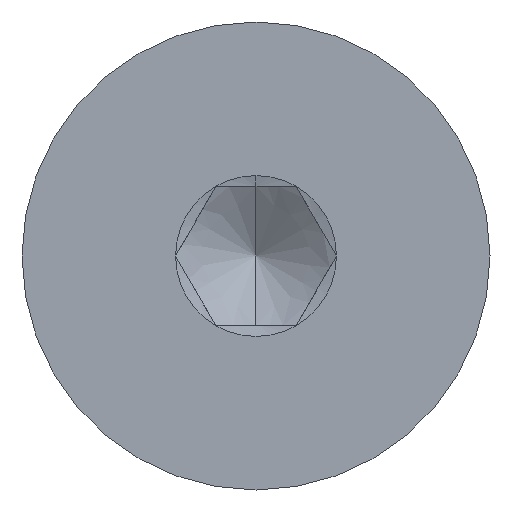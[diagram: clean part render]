
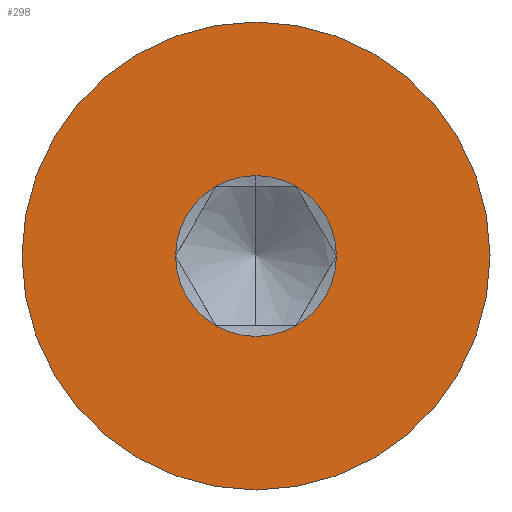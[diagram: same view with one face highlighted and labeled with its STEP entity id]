
A CAD part, left-side view. The second image highlights one B-rep face of the part: STEP entity #298.
In plain terms, the highlighted planar face has unit normal (-1, 0, 0).
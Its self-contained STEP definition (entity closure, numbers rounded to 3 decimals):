
#3 = ORIENTED_EDGE ( 'NONE', *, *, #618, .T. ) ;
#27 = CARTESIAN_POINT ( 'NONE',  ( -18., -1.155, 0. ) ) ;
#37 = CIRCLE ( 'NONE', #259, 1.155 ) ;
#39 = CARTESIAN_POINT ( 'NONE',  ( -18., 0., 0. ) ) ;
#45 = CIRCLE ( 'NONE', #142, 1.155 ) ;
#58 = AXIS2_PLACEMENT_3D ( 'NONE', #722, #354, #766 ) ;
#64 = ORIENTED_EDGE ( 'NONE', *, *, #603, .F. ) ;
#74 = FACE_OUTER_BOUND ( 'NONE', #169, .T. ) ;
#87 = AXIS2_PLACEMENT_3D ( 'NONE', #614, #222, #669 ) ;
#89 = AXIS2_PLACEMENT_3D ( 'NONE', #349, #762, #419 ) ;
#95 = VERTEX_POINT ( 'NONE', #27 ) ;
#100 = DIRECTION ( 'NONE',  ( -1., 0., 0. ) ) ;
#110 = DIRECTION ( 'NONE',  ( 0., -1., 0. ) ) ;
#114 = ORIENTED_EDGE ( 'NONE', *, *, #655, .T. ) ;
#120 = AXIS2_PLACEMENT_3D ( 'NONE', #39, #509, #110 ) ;
#129 = AXIS2_PLACEMENT_3D ( 'NONE', #368, #779, #439 ) ;
#131 = VERTEX_POINT ( 'NONE', #179 ) ;
#132 = VERTEX_POINT ( 'NONE', #576 ) ;
#142 = AXIS2_PLACEMENT_3D ( 'NONE', #730, #366, #776 ) ;
#154 = VERTEX_POINT ( 'NONE', #659 ) ;
#158 = ORIENTED_EDGE ( 'NONE', *, *, #465, .T. ) ;
#165 = AXIS2_PLACEMENT_3D ( 'NONE', #574, #336, #490 ) ;
#169 = EDGE_LOOP ( 'NONE', ( #64, #396 ) ) ;
#176 = AXIS2_PLACEMENT_3D ( 'NONE', #699, #319, #745 ) ;
#179 = CARTESIAN_POINT ( 'NONE',  ( -18., -0.577, -1. ) ) ;
#207 = ORIENTED_EDGE ( 'NONE', *, *, #438, .F. ) ;
#210 = ORIENTED_EDGE ( 'NONE', *, *, #448, .T. ) ;
#217 = VERTEX_POINT ( 'NONE', #729 ) ;
#222 = DIRECTION ( 'NONE',  ( 1., 0., 0. ) ) ;
#249 = AXIS2_PLACEMENT_3D ( 'NONE', #441, #100, #561 ) ;
#259 = AXIS2_PLACEMENT_3D ( 'NONE', #356, #768, #424 ) ;
#265 = CIRCLE ( 'NONE', #165, 1.155 ) ;
#275 = CIRCLE ( 'NONE', #176, 1.155 ) ;
#291 = EDGE_LOOP ( 'NONE', ( #3, #114, #347, #506, #207, #158, #210 ) ) ;
#298 = ADVANCED_FACE ( 'NONE', ( #74, #344 ), #556, .T. ) ;
#318 = VERTEX_POINT ( 'NONE', #785 ) ;
#319 = DIRECTION ( 'NONE',  ( 1., 0., 0. ) ) ;
#336 = DIRECTION ( 'NONE',  ( 1., 0., 0. ) ) ;
#344 = FACE_BOUND ( 'NONE', #291, .T. ) ;
#347 = ORIENTED_EDGE ( 'NONE', *, *, #380, .T. ) ;
#349 = CARTESIAN_POINT ( 'NONE',  ( -18., 0., 0. ) ) ;
#354 = DIRECTION ( 'NONE',  ( 1., 0., 0. ) ) ;
#356 = CARTESIAN_POINT ( 'NONE',  ( -18., 0., 0. ) ) ;
#366 = DIRECTION ( 'NONE',  ( -1., 0., 0. ) ) ;
#368 = CARTESIAN_POINT ( 'NONE',  ( -18., 0., 0. ) ) ;
#375 = CIRCLE ( 'NONE', #129, 1.155 ) ;
#380 = EDGE_CURVE ( 'NONE', #131, #217, #275, .T. ) ;
#382 = CARTESIAN_POINT ( 'NONE',  ( -18., 0., 1.155 ) ) ;
#388 = EDGE_CURVE ( 'NONE', #217, #791, #265, .T. ) ;
#394 = CIRCLE ( 'NONE', #120, 1.155 ) ;
#396 = ORIENTED_EDGE ( 'NONE', *, *, #606, .F. ) ;
#397 = CIRCLE ( 'NONE', #89, 3.36 ) ;
#412 = VERTEX_POINT ( 'NONE', #382 ) ;
#419 = DIRECTION ( 'NONE',  ( 0., 1., 0. ) ) ;
#424 = DIRECTION ( 'NONE',  ( 0., -1., 0. ) ) ;
#438 = EDGE_CURVE ( 'NONE', #154, #791, #45, .T. ) ;
#439 = DIRECTION ( 'NONE',  ( 0., -1., 0. ) ) ;
#441 = CARTESIAN_POINT ( 'NONE',  ( -18., 3.36, 0. ) ) ;
#445 = CIRCLE ( 'NONE', #87, 3.36 ) ;
#448 = EDGE_CURVE ( 'NONE', #412, #318, #375, .T. ) ;
#465 = EDGE_CURVE ( 'NONE', #154, #412, #394, .T. ) ;
#490 = DIRECTION ( 'NONE',  ( 0., -1., 0. ) ) ;
#491 = CARTESIAN_POINT ( 'NONE',  ( -18., 1.155, 0. ) ) ;
#506 = ORIENTED_EDGE ( 'NONE', *, *, #388, .T. ) ;
#509 = DIRECTION ( 'NONE',  ( 1., 0., 0. ) ) ;
#521 = CIRCLE ( 'NONE', #58, 1.155 ) ;
#556 = PLANE ( 'NONE',  #249 ) ;
#561 = DIRECTION ( 'NONE',  ( 0., -1., 0. ) ) ;
#574 = CARTESIAN_POINT ( 'NONE',  ( -18., 0., 0. ) ) ;
#576 = CARTESIAN_POINT ( 'NONE',  ( -18., -3.36, 0. ) ) ;
#603 = EDGE_CURVE ( 'NONE', #747, #132, #445, .T. ) ;
#606 = EDGE_CURVE ( 'NONE', #132, #747, #397, .T. ) ;
#614 = CARTESIAN_POINT ( 'NONE',  ( -18., 0., 0. ) ) ;
#618 = EDGE_CURVE ( 'NONE', #318, #95, #37, .T. ) ;
#655 = EDGE_CURVE ( 'NONE', #95, #131, #521, .T. ) ;
#659 = CARTESIAN_POINT ( 'NONE',  ( -18., 0.577, 1. ) ) ;
#669 = DIRECTION ( 'NONE',  ( 0., 1., 0. ) ) ;
#699 = CARTESIAN_POINT ( 'NONE',  ( -18., 0., 0. ) ) ;
#722 = CARTESIAN_POINT ( 'NONE',  ( -18., 0., 0. ) ) ;
#729 = CARTESIAN_POINT ( 'NONE',  ( -18., 0.577, -1. ) ) ;
#730 = CARTESIAN_POINT ( 'NONE',  ( -18., 0., 0. ) ) ;
#745 = DIRECTION ( 'NONE',  ( 0., -1., 0. ) ) ;
#747 = VERTEX_POINT ( 'NONE', #769 ) ;
#762 = DIRECTION ( 'NONE',  ( 1., 0., 0. ) ) ;
#766 = DIRECTION ( 'NONE',  ( 0., -1., 0. ) ) ;
#768 = DIRECTION ( 'NONE',  ( 1., 0., 0. ) ) ;
#769 = CARTESIAN_POINT ( 'NONE',  ( -18., 3.36, 0. ) ) ;
#776 = DIRECTION ( 'NONE',  ( 0., 0., 1. ) ) ;
#779 = DIRECTION ( 'NONE',  ( 1., 0., 0. ) ) ;
#785 = CARTESIAN_POINT ( 'NONE',  ( -18., -0.577, 1. ) ) ;
#791 = VERTEX_POINT ( 'NONE', #491 ) ;
